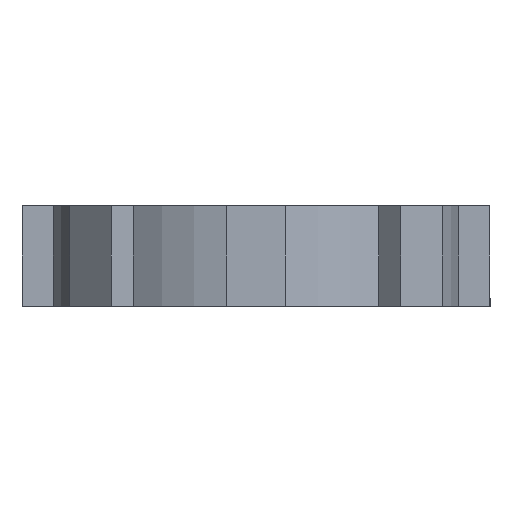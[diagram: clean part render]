
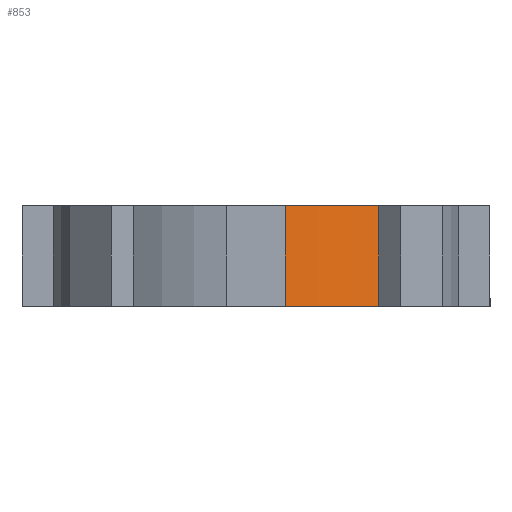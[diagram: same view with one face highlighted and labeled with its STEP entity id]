
A CAD part, front view. The second image highlights one B-rep face of the part: STEP entity #853.
In plain terms, the highlighted cylindrical face has radius 7.003 mm (diameter 14.005 mm), a partial arc.
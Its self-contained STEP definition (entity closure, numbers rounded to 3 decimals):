
#23=CYLINDRICAL_SURFACE('',#930,7.003);
#84=FACE_OUTER_BOUND('',#129,.T.);
#129=EDGE_LOOP('',(#713,#714,#715,#716));
#152=CIRCLE('',#919,7.003);
#160=CIRCLE('',#931,7.003);
#226=LINE('',#1606,#313);
#229=LINE('',#1612,#316);
#313=VECTOR('',#1022,10.);
#316=VECTOR('',#1027,10.);
#399=VERTEX_POINT('',#1604);
#400=VERTEX_POINT('',#1605);
#401=VERTEX_POINT('',#1610);
#402=VERTEX_POINT('',#1611);
#490=EDGE_CURVE('',#399,#400,#226,.T.);
#493=EDGE_CURVE('',#401,#402,#229,.T.);
#526=EDGE_CURVE('',#402,#399,#152,.T.);
#543=EDGE_CURVE('',#401,#400,#160,.T.);
#713=ORIENTED_EDGE('',*,*,#490,.T.);
#714=ORIENTED_EDGE('',*,*,#543,.F.);
#715=ORIENTED_EDGE('',*,*,#493,.T.);
#716=ORIENTED_EDGE('',*,*,#526,.T.);
#853=ADVANCED_FACE('',(#84),#23,.T.);
#919=AXIS2_PLACEMENT_3D('',#1676,#1081,#1082);
#930=AXIS2_PLACEMENT_3D('',#2005,#1107,#1108);
#931=AXIS2_PLACEMENT_3D('',#2006,#1109,#1110);
#1022=DIRECTION('',(0.,0.,-1.));
#1027=DIRECTION('',(0.,0.,1.));
#1081=DIRECTION('center_axis',(0.,0.,-1.));
#1082=DIRECTION('ref_axis',(1.,0.,0.));
#1107=DIRECTION('center_axis',(0.,0.,-1.));
#1108=DIRECTION('ref_axis',(0.,-1.,0.));
#1109=DIRECTION('center_axis',(0.,0.,-1.));
#1110=DIRECTION('ref_axis',(1.,0.,0.));
#1604=CARTESIAN_POINT('',(1.,-5.751,-6.472));
#1605=CARTESIAN_POINT('',(1.,-5.751,-9.918));
#1606=CARTESIAN_POINT('',(1.,-5.751,-8.195));
#1610=CARTESIAN_POINT('',(4.194,-4.428,-9.918));
#1611=CARTESIAN_POINT('',(4.194,-4.428,-6.472));
#1612=CARTESIAN_POINT('',(4.194,-4.428,-8.195));
#1676=CARTESIAN_POINT('Origin',(0.,1.18,-6.472));
#2005=CARTESIAN_POINT('Origin',(0.,1.18,-8.195));
#2006=CARTESIAN_POINT('Origin',(0.,1.18,-9.918));
